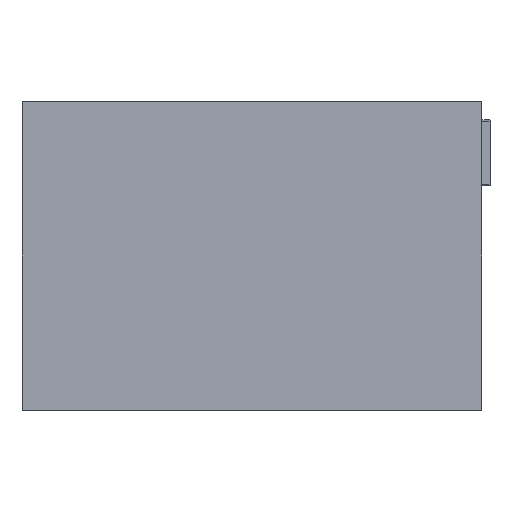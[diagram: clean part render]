
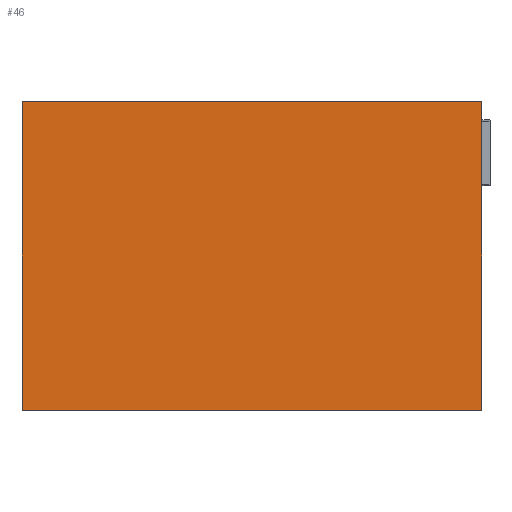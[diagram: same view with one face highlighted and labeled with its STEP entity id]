
A CAD part, left-side view. The second image highlights one B-rep face of the part: STEP entity #46.
In plain terms, the highlighted planar face has unit normal (-1, 0, 0).
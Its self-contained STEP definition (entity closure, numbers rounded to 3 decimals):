
#46 = ADVANCED_FACE( '', ( #174 ), #175, .F. );
#174 = FACE_OUTER_BOUND( '', #440, .T. );
#175 = PLANE( '', #441 );
#440 = EDGE_LOOP( '', ( #1460, #1461, #1462, #1463 ) );
#441 = AXIS2_PLACEMENT_3D( '', #1464, #1465, #1466 );
#1460 = ORIENTED_EDGE( '', *, *, #2459, .T. );
#1461 = ORIENTED_EDGE( '', *, *, #2460, .T. );
#1462 = ORIENTED_EDGE( '', *, *, #2461, .F. );
#1463 = ORIENTED_EDGE( '', *, *, #2462, .F. );
#1464 = CARTESIAN_POINT( '', ( -223.783, -88.9, 37.204 ) );
#1465 = DIRECTION( '', ( 1., 0., 0. ) );
#1466 = DIRECTION( '', ( 0., 0., -1. ) );
#2459 = EDGE_CURVE( '', #2750, #2751, #2752, .T. );
#2460 = EDGE_CURVE( '', #2751, #2753, #2754, .T. );
#2461 = EDGE_CURVE( '', #2755, #2753, #2756, .T. );
#2462 = EDGE_CURVE( '', #2750, #2755, #2757, .T. );
#2750 = VERTEX_POINT( '', #3219 );
#2751 = VERTEX_POINT( '', #3220 );
#2752 = LINE( '', #3221, #3222 );
#2753 = VERTEX_POINT( '', #3223 );
#2754 = LINE( '', #3224, #3225 );
#2755 = VERTEX_POINT( '', #3226 );
#2756 = LINE( '', #3227, #3228 );
#2757 = LINE( '', #3229, #3230 );
#3219 = CARTESIAN_POINT( '', ( -223.783, -88.9, 30.854 ) );
#3220 = CARTESIAN_POINT( '', ( -223.783, 88.9, 30.854 ) );
#3221 = CARTESIAN_POINT( '', ( -223.783, -88.9, 30.854 ) );
#3222 = VECTOR( '', #4261, 1000. );
#3223 = CARTESIAN_POINT( '', ( -223.783, 88.9, -88.304 ) );
#3224 = CARTESIAN_POINT( '', ( -223.783, 88.9, 37.204 ) );
#3225 = VECTOR( '', #4262, 1000. );
#3226 = CARTESIAN_POINT( '', ( -223.783, -88.9, -88.304 ) );
#3227 = CARTESIAN_POINT( '', ( -223.783, -88.9, -88.304 ) );
#3228 = VECTOR( '', #4263, 1000. );
#3229 = CARTESIAN_POINT( '', ( -223.783, -88.9, 37.204 ) );
#3230 = VECTOR( '', #4264, 1000. );
#4261 = DIRECTION( '', ( 0., 1., 0. ) );
#4262 = DIRECTION( '', ( 0., 0., -1. ) );
#4263 = DIRECTION( '', ( 0., 1., 0. ) );
#4264 = DIRECTION( '', ( 0., 0., -1. ) );
